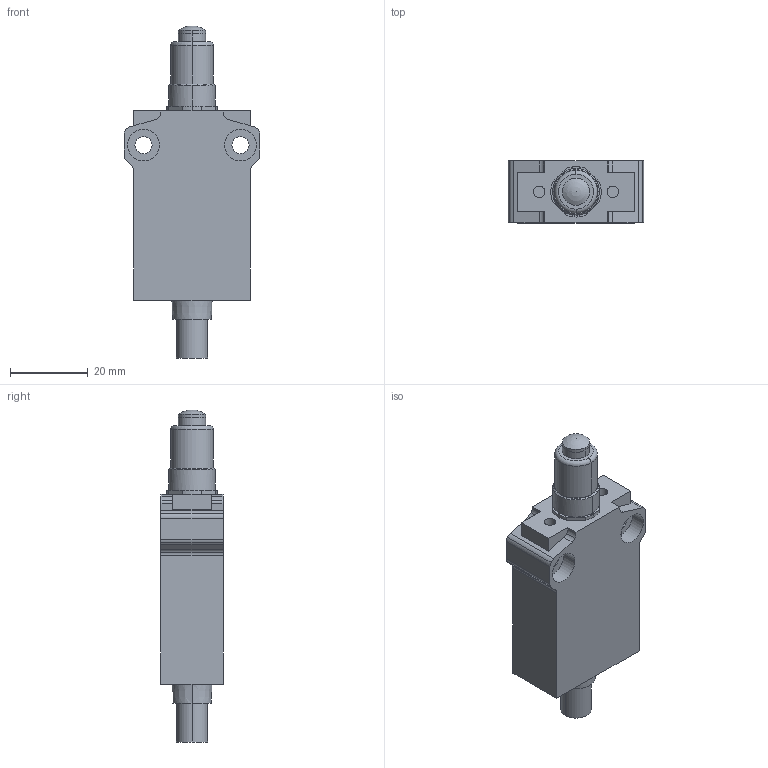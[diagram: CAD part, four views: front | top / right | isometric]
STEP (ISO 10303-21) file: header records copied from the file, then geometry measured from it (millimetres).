
FILE_DESCRIPTION (( 'STEP AP214' ), '1' );
FILE_NAME ('AEM2G16Z11-HF1.step', '2019-09-05T21:00:47', ( '' ), ( '' ), 'SwSTEP 2.0', 'SolidWorks 2018', '' );
FILE_SCHEMA (( 'AUTOMOTIVE_DESIGN' ));
Length unit declared in the file: inch
Products named in the file (1): AEM2G16Z11-HF1
Bounding box: 35 x 16 x 85.6 mm (x, y, z)
Volume: 25356.1 mm3; surface area: 8941.3 mm2
Topology: 3 solids, 3 shells, 133 faces, 330 edges, 217 vertices
Faces by surface type: cylinder 67, plane 54, cone 9, torus 2, sphere 1
Entity records: 5753 total; most frequent: DIRECTION 746, CARTESIAN_POINT 692, ORIENTED_EDGE 654, EDGE_CURVE 327, AXIS2_PLACEMENT_3D 293, VERTEX_POINT 215, LINE 160, VECTOR 160
